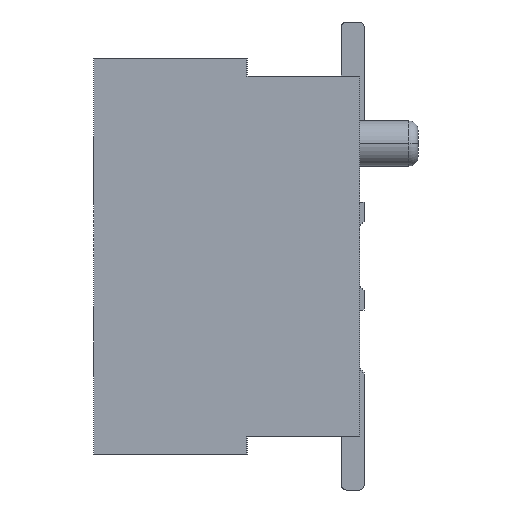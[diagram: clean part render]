
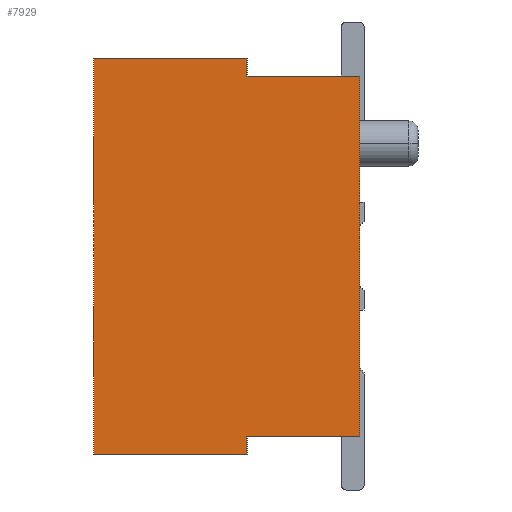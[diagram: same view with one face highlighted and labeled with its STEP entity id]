
A CAD part, left-side view. The second image highlights one B-rep face of the part: STEP entity #7929.
In plain terms, the highlighted planar face has unit normal (-1, 0, 0).
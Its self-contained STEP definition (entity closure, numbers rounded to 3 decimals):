
#33=DIRECTION('',(0.,0.,1.));
#34=VECTOR('',#33,4.);
#35=CARTESIAN_POINT('',(-4.35,0.,-2.));
#36=LINE('',#35,#34);
#1565=DIRECTION('',(0.,0.,1.));
#1566=VECTOR('',#1565,0.2);
#1567=CARTESIAN_POINT('',(-4.35,1.25,-2.2));
#1568=LINE('',#1567,#1566);
#1569=DIRECTION('',(0.,1.,0.));
#1570=VECTOR('',#1569,1.7);
#1571=CARTESIAN_POINT('',(-4.35,1.25,-2.2));
#1572=LINE('',#1571,#1570);
#1573=DIRECTION('',(0.,0.,1.));
#1574=VECTOR('',#1573,0.2);
#1575=CARTESIAN_POINT('',(-4.35,1.25,2.));
#1576=LINE('',#1575,#1574);
#1577=DIRECTION('',(0.,1.,0.));
#1578=VECTOR('',#1577,1.25);
#1579=CARTESIAN_POINT('',(-4.35,0.,2.));
#1580=LINE('',#1579,#1578);
#1581=DIRECTION('',(0.,1.,0.));
#1582=VECTOR('',#1581,1.25);
#1583=CARTESIAN_POINT('',(-4.35,0.,-2.));
#1584=LINE('',#1583,#1582);
#1593=DIRECTION('',(0.,0.,1.));
#1594=VECTOR('',#1593,4.4);
#1595=CARTESIAN_POINT('',(-4.35,2.95,-2.2));
#1596=LINE('',#1595,#1594);
#1645=DIRECTION('',(0.,1.,0.));
#1646=VECTOR('',#1645,1.7);
#1647=CARTESIAN_POINT('',(-4.35,1.25,2.2));
#1648=LINE('',#1647,#1646);
#4273=CARTESIAN_POINT('',(-4.35,2.95,-2.2));
#4274=CARTESIAN_POINT('',(-4.35,2.95,2.2));
#4275=VERTEX_POINT('',#4273);
#4276=VERTEX_POINT('',#4274);
#4537=CARTESIAN_POINT('',(-4.35,0.,2.));
#4539=VERTEX_POINT('',#4537);
#4545=CARTESIAN_POINT('',(-4.35,0.,-2.));
#4547=VERTEX_POINT('',#4545);
#4553=CARTESIAN_POINT('',(-4.35,1.25,-2.2));
#4554=CARTESIAN_POINT('',(-4.35,1.25,-2.));
#4555=VERTEX_POINT('',#4553);
#4556=VERTEX_POINT('',#4554);
#4557=CARTESIAN_POINT('',(-4.35,1.25,2.));
#4558=CARTESIAN_POINT('',(-4.35,1.25,2.2));
#4559=VERTEX_POINT('',#4557);
#4560=VERTEX_POINT('',#4558);
#7911=CARTESIAN_POINT('',(-4.35,0.,-2.2));
#7912=DIRECTION('',(-1.,0.,0.));
#7913=DIRECTION('',(0.,0.,1.));
#7914=AXIS2_PLACEMENT_3D('',#7911,#7912,#7913);
#7915=PLANE('',#7914);
#7916=ORIENTED_EDGE('',*,*,#7888,.F.);
#7918=ORIENTED_EDGE('',*,*,#7917,.T.);
#7920=ORIENTED_EDGE('',*,*,#7919,.T.);
#7922=ORIENTED_EDGE('',*,*,#7921,.F.);
#7923=ORIENTED_EDGE('',*,*,#7902,.F.);
#7924=ORIENTED_EDGE('',*,*,#5857,.F.);
#7925=ORIENTED_EDGE('',*,*,#5636,.F.);
#7926=ORIENTED_EDGE('',*,*,#7810,.T.);
#7927=EDGE_LOOP('',(#7916,#7918,#7920,#7922,#7923,#7924,#7925,#7926));
#7928=FACE_OUTER_BOUND('',#7927,.F.);
#5636=EDGE_CURVE('',#4547,#4539,#36,.T.);
#5857=EDGE_CURVE('',#4539,#4559,#1580,.T.);
#7810=EDGE_CURVE('',#4547,#4556,#1584,.T.);
#7888=EDGE_CURVE('',#4555,#4556,#1568,.T.);
#7902=EDGE_CURVE('',#4559,#4560,#1576,.T.);
#7917=EDGE_CURVE('',#4555,#4275,#1572,.T.);
#7919=EDGE_CURVE('',#4275,#4276,#1596,.T.);
#7921=EDGE_CURVE('',#4560,#4276,#1648,.T.);
#7929=ADVANCED_FACE('',(#7928),#7915,.T.);
